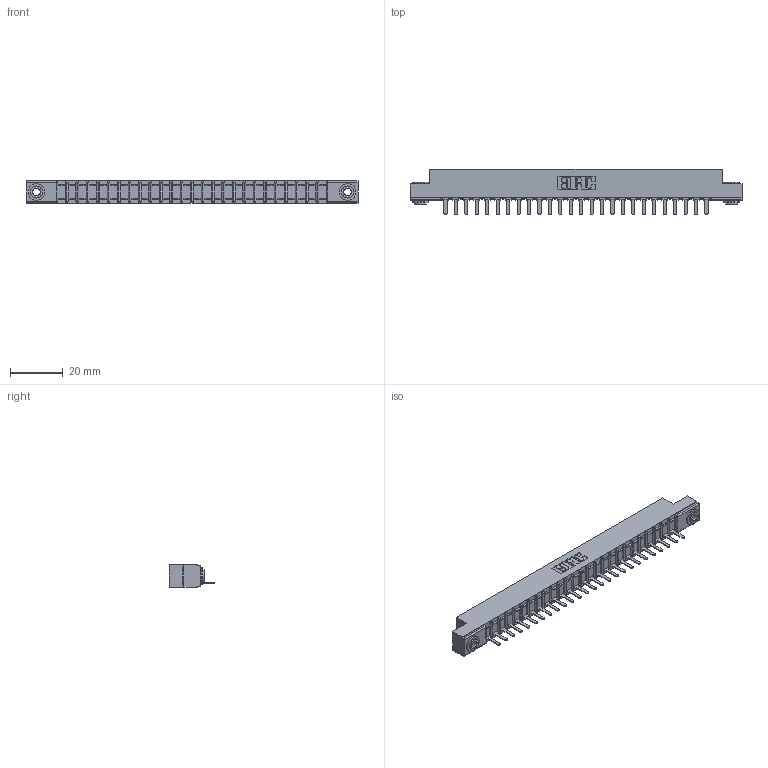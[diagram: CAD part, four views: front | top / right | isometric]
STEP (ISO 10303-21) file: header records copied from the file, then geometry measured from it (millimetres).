
FILE_DESCRIPTION (( 'STEP AP203' ), '1' );
FILE_NAME ('307-026-521-103.STEP', '2019-09-05T01:56:08', ( '' ), ( '' ), 'SwSTEP 2.0', 'SolidWorks 2016', '' );
FILE_SCHEMA (( 'CONFIG_CONTROL_DESIGN' ));
Length unit declared in the file: inch
Products named in the file (4): 307 Part_.156 Dia Mounting Holes; 307-290-002_521; 345-250-002_345-250-002-102; 307-026-521-103
Assembly tree (29 placements, depth 2):
  307-026-521-103
    307 Part_.156 Dia Mounting Holes
    307-290-002_521  x26
    345-250-002_345-250-002-102  x2
Bounding box: 126.03 x 17.42 x 8.71 mm (x, y, z)
Volume: 8325.5 mm3; surface area: 15624.6 mm2
Topology: 29 solids, 29 shells, 2121 faces, 6467 edges, 4234 vertices
Faces by surface type: plane 1264, cylinder 795, sphere 54, cone 8
Entity records: 26045 total; most frequent: CARTESIAN_POINT 4369, ORIENTED_EDGE 4350, DIRECTION 4267, EDGE_CURVE 2175, VECTOR 1651, LINE 1651, VERTEX_POINT 1410, AXIS2_PLACEMENT_3D 1308
